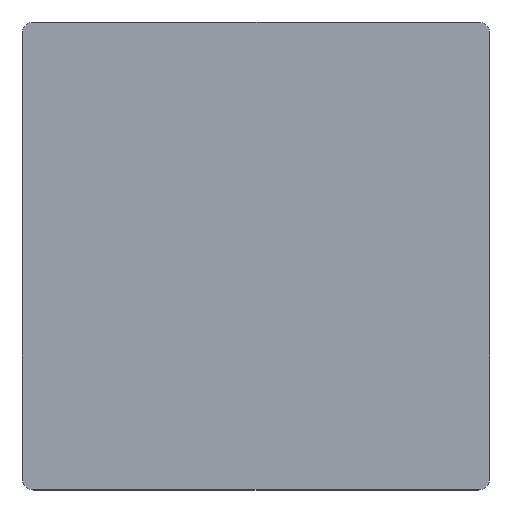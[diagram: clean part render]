
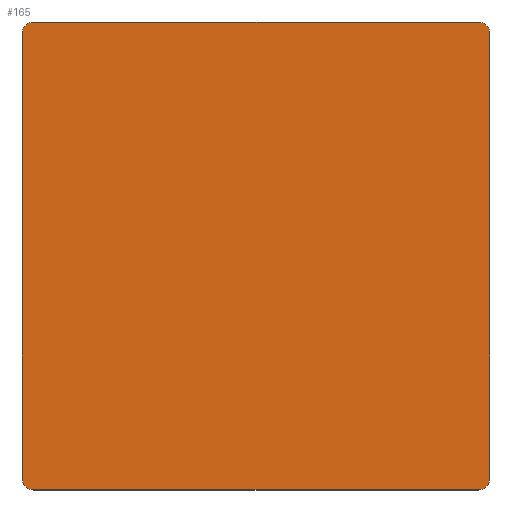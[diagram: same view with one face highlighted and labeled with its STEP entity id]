
A CAD part, top view. The second image highlights one B-rep face of the part: STEP entity #165.
In plain terms, the highlighted planar face has unit normal (0, 0, 1).
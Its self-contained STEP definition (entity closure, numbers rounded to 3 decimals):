
#1 = DIRECTION ( 'NONE',  ( 1., 0., 0. ) ) ;
#5 = ORIENTED_EDGE ( 'NONE', *, *, #880, .T. ) ;
#60 = DIRECTION ( 'NONE',  ( 0., 0., 1. ) ) ;
#98 = LINE ( 'NONE', #554, #839 ) ;
#105 = VERTEX_POINT ( 'NONE', #290 ) ;
#129 = VECTOR ( 'NONE', #840, 1000. ) ;
#130 = DIRECTION ( 'NONE',  ( -1., 0., 0. ) ) ;
#140 = VECTOR ( 'NONE', #130, 1000. ) ;
#142 = LINE ( 'NONE', #684, #140 ) ;
#165 = ADVANCED_FACE ( 'NONE', ( #934 ), #952, .T. ) ;
#185 = AXIS2_PLACEMENT_3D ( 'NONE', #422, #543, #1 ) ;
#190 = CIRCLE ( 'NONE', #185, 2. ) ;
#193 = EDGE_CURVE ( 'NONE', #440, #791, #524, .T. ) ;
#220 = ORIENTED_EDGE ( 'NONE', *, *, #193, .T. ) ;
#226 = EDGE_CURVE ( 'NONE', #791, #755, #490, .T. ) ;
#244 = EDGE_CURVE ( 'NONE', #755, #753, #491, .T. ) ;
#276 = CARTESIAN_POINT ( 'NONE',  ( 40., 38., 18.5 ) ) ;
#280 = VERTEX_POINT ( 'NONE', #276 ) ;
#290 = CARTESIAN_POINT ( 'NONE',  ( -40., 38., 18.5 ) ) ;
#311 = CIRCLE ( 'NONE', #377, 2. ) ;
#341 = ORIENTED_EDGE ( 'NONE', *, *, #903, .T. ) ;
#377 = AXIS2_PLACEMENT_3D ( 'NONE', #792, #60, #868 ) ;
#378 = CARTESIAN_POINT ( 'NONE',  ( -40., -38., 18.5 ) ) ;
#407 = CARTESIAN_POINT ( 'NONE',  ( 38., -40., 18.5 ) ) ;
#415 = ORIENTED_EDGE ( 'NONE', *, *, #504, .T. ) ;
#422 = CARTESIAN_POINT ( 'NONE',  ( 38., 38., 18.5 ) ) ;
#440 = VERTEX_POINT ( 'NONE', #378 ) ;
#486 = CARTESIAN_POINT ( 'NONE',  ( -38., -40., 18.5 ) ) ;
#489 = VECTOR ( 'NONE', #750, 1000. ) ;
#490 = LINE ( 'NONE', #841, #489 ) ;
#491 = CIRCLE ( 'NONE', #673, 2. ) ;
#504 = EDGE_CURVE ( 'NONE', #730, #105, #311, .T. ) ;
#512 = EDGE_LOOP ( 'NONE', ( #558, #220, #905, #654, #341, #5, #858, #415 ) ) ;
#524 = CIRCLE ( 'NONE', #662, 2. ) ;
#543 = DIRECTION ( 'NONE',  ( 0., 0., 1. ) ) ;
#554 = CARTESIAN_POINT ( 'NONE',  ( -40., 40., 18.5 ) ) ;
#558 = ORIENTED_EDGE ( 'NONE', *, *, #912, .T. ) ;
#648 = DIRECTION ( 'NONE',  ( 1., 0., 0. ) ) ;
#650 = DIRECTION ( 'NONE',  ( 0., 0., 1. ) ) ;
#654 = ORIENTED_EDGE ( 'NONE', *, *, #244, .T. ) ;
#660 = CARTESIAN_POINT ( 'NONE',  ( 38., -38., 18.5 ) ) ;
#661 = DIRECTION ( 'NONE',  ( 0., 0., 1. ) ) ;
#662 = AXIS2_PLACEMENT_3D ( 'NONE', #878, #877, #876 ) ;
#671 = DIRECTION ( 'NONE',  ( 1., 0., 0. ) ) ;
#673 = AXIS2_PLACEMENT_3D ( 'NONE', #660, #650, #648 ) ;
#677 = VERTEX_POINT ( 'NONE', #959 ) ;
#684 = CARTESIAN_POINT ( 'NONE',  ( -40., 40., 18.5 ) ) ;
#685 = AXIS2_PLACEMENT_3D ( 'NONE', #947, #661, #671 ) ;
#730 = VERTEX_POINT ( 'NONE', #761 ) ;
#750 = DIRECTION ( 'NONE',  ( 1., 0., 0. ) ) ;
#753 = VERTEX_POINT ( 'NONE', #819 ) ;
#755 = VERTEX_POINT ( 'NONE', #407 ) ;
#761 = CARTESIAN_POINT ( 'NONE',  ( -38., 40., 18.5 ) ) ;
#773 = DIRECTION ( 'NONE',  ( 0., -1., 0. ) ) ;
#791 = VERTEX_POINT ( 'NONE', #486 ) ;
#792 = CARTESIAN_POINT ( 'NONE',  ( -38., 38., 18.5 ) ) ;
#819 = CARTESIAN_POINT ( 'NONE',  ( 40., -38., 18.5 ) ) ;
#839 = VECTOR ( 'NONE', #773, 1000. ) ;
#840 = DIRECTION ( 'NONE',  ( 0., 1., 0. ) ) ;
#841 = CARTESIAN_POINT ( 'NONE',  ( -40., -40., 18.5 ) ) ;
#858 = ORIENTED_EDGE ( 'NONE', *, *, #969, .T. ) ;
#868 = DIRECTION ( 'NONE',  ( 1., 0., 0. ) ) ;
#876 = DIRECTION ( 'NONE',  ( 1., 0., 0. ) ) ;
#877 = DIRECTION ( 'NONE',  ( 0., 0., 1. ) ) ;
#878 = CARTESIAN_POINT ( 'NONE',  ( -38., -38., 18.5 ) ) ;
#880 = EDGE_CURVE ( 'NONE', #280, #677, #190, .T. ) ;
#903 = EDGE_CURVE ( 'NONE', #753, #280, #953, .T. ) ;
#905 = ORIENTED_EDGE ( 'NONE', *, *, #226, .T. ) ;
#912 = EDGE_CURVE ( 'NONE', #105, #440, #98, .T. ) ;
#934 = FACE_OUTER_BOUND ( 'NONE', #512, .T. ) ;
#947 = CARTESIAN_POINT ( 'NONE',  ( 0., 0., 18.5 ) ) ;
#952 = PLANE ( 'NONE',  #685 ) ;
#953 = LINE ( 'NONE', #960, #129 ) ;
#959 = CARTESIAN_POINT ( 'NONE',  ( 38., 40., 18.5 ) ) ;
#960 = CARTESIAN_POINT ( 'NONE',  ( 40., 40., 18.5 ) ) ;
#969 = EDGE_CURVE ( 'NONE', #677, #730, #142, .T. ) ;
